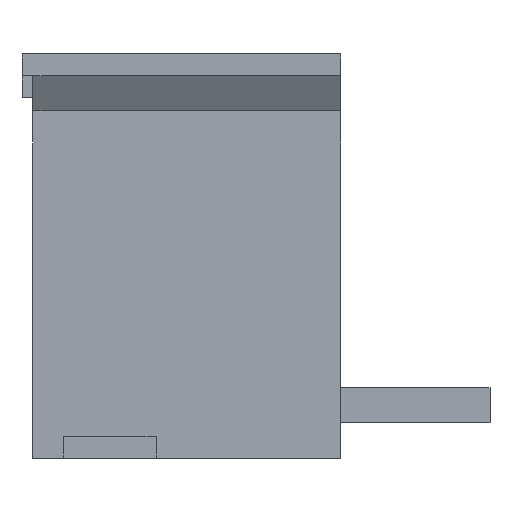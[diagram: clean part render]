
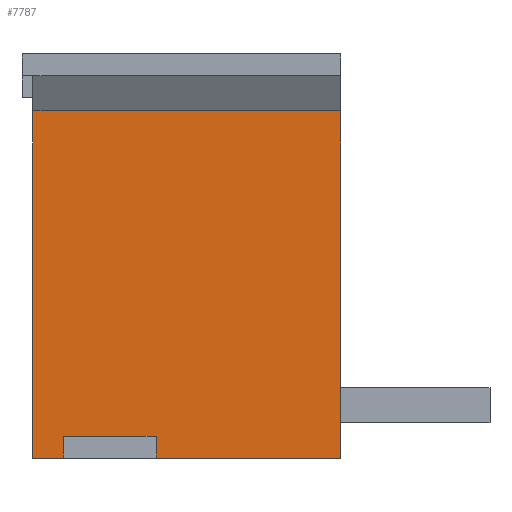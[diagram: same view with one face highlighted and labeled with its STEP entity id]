
A CAD part, left-side view. The second image highlights one B-rep face of the part: STEP entity #7787.
In plain terms, the highlighted planar face has unit normal (-1, 0, 0).
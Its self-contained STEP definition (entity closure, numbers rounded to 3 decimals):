
#144=DIRECTION('',(0.,0.,-1.));
#145=VECTOR('',#144,7.9);
#146=CARTESIAN_POINT('',(-9.25,4.,-1.3));
#147=LINE('',#146,#145);
#360=DIRECTION('',(0.,-1.,0.));
#361=VECTOR('',#360,0.7);
#362=CARTESIAN_POINT('',(-9.25,4.,-9.2));
#363=LINE('',#362,#361);
#376=DIRECTION('',(0.,-1.,0.));
#377=VECTOR('',#376,4.2);
#378=CARTESIAN_POINT('',(-9.25,1.2,-9.2));
#379=LINE('',#378,#377);
#1334=DIRECTION('',(0.,1.,0.));
#1335=VECTOR('',#1334,2.1);
#1336=CARTESIAN_POINT('',(-9.25,1.2,-8.7));
#1337=LINE('',#1336,#1335);
#1338=DIRECTION('',(0.,0.,1.));
#1339=VECTOR('',#1338,0.5);
#1340=CARTESIAN_POINT('',(-9.25,3.3,-9.2));
#1341=LINE('',#1340,#1339);
#1342=DIRECTION('',(0.,-1.,0.));
#1343=VECTOR('',#1342,7.);
#1344=CARTESIAN_POINT('',(-9.25,4.,-1.3));
#1345=LINE('',#1344,#1343);
#1346=DIRECTION('',(0.,0.,1.));
#1347=VECTOR('',#1346,0.5);
#1348=CARTESIAN_POINT('',(-9.25,1.2,-9.2));
#1349=LINE('',#1348,#1347);
#1506=DIRECTION('',(0.,0.,-1.));
#1507=VECTOR('',#1506,7.9);
#1508=CARTESIAN_POINT('',(-9.25,-3.,-1.3));
#1509=LINE('',#1508,#1507);
#4929=CARTESIAN_POINT('',(-9.25,4.,-1.3));
#4930=CARTESIAN_POINT('',(-9.25,4.,-9.2));
#4931=VERTEX_POINT('',#4929);
#4932=VERTEX_POINT('',#4930);
#4941=CARTESIAN_POINT('',(-9.25,-3.,-1.3));
#4942=VERTEX_POINT('',#4941);
#4943=CARTESIAN_POINT('',(-9.25,-3.,-9.2));
#4944=VERTEX_POINT('',#4943);
#5097=CARTESIAN_POINT('',(-9.25,1.2,-8.7));
#5098=CARTESIAN_POINT('',(-9.25,3.3,-8.7));
#5099=VERTEX_POINT('',#5097);
#5100=VERTEX_POINT('',#5098);
#5101=CARTESIAN_POINT('',(-9.25,3.3,-9.2));
#5102=VERTEX_POINT('',#5101);
#5103=CARTESIAN_POINT('',(-9.25,1.2,-9.2));
#5104=VERTEX_POINT('',#5103);
#7767=CARTESIAN_POINT('',(-9.25,4.,-1.3));
#7768=DIRECTION('',(-1.,0.,0.));
#7769=DIRECTION('',(0.,0.,-1.));
#7770=AXIS2_PLACEMENT_3D('',#7767,#7768,#7769);
#7771=PLANE('',#7770);
#7773=ORIENTED_EDGE('',*,*,#7772,.T.);
#7775=ORIENTED_EDGE('',*,*,#7774,.F.);
#7776=ORIENTED_EDGE('',*,*,#6374,.F.);
#7777=ORIENTED_EDGE('',*,*,#6244,.F.);
#7779=ORIENTED_EDGE('',*,*,#7778,.T.);
#7781=ORIENTED_EDGE('',*,*,#7780,.T.);
#7782=ORIENTED_EDGE('',*,*,#6382,.F.);
#7784=ORIENTED_EDGE('',*,*,#7783,.T.);
#7785=EDGE_LOOP('',(#7773,#7775,#7776,#7777,#7779,#7781,#7782,#7784));
#7786=FACE_OUTER_BOUND('',#7785,.F.);
#7787=ADVANCED_FACE('',(#7786),#7771,.T.);
#6244=EDGE_CURVE('',#4931,#4932,#147,.T.);
#6374=EDGE_CURVE('',#4932,#5102,#363,.T.);
#6382=EDGE_CURVE('',#5104,#4944,#379,.T.);
#7772=EDGE_CURVE('',#5099,#5100,#1337,.T.);
#7774=EDGE_CURVE('',#5102,#5100,#1341,.T.);
#7778=EDGE_CURVE('',#4931,#4942,#1345,.T.);
#7780=EDGE_CURVE('',#4942,#4944,#1509,.T.);
#7783=EDGE_CURVE('',#5104,#5099,#1349,.T.);
